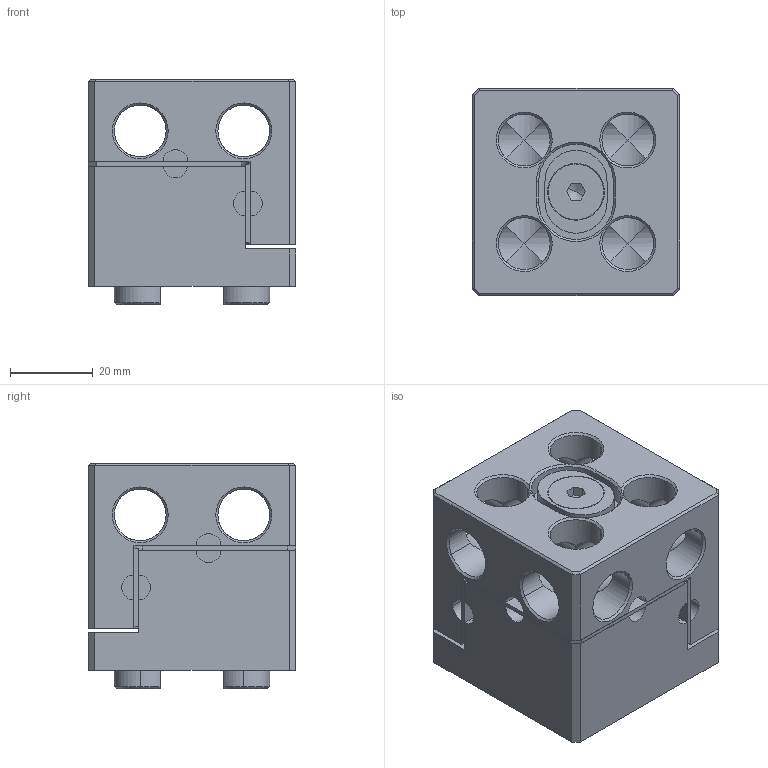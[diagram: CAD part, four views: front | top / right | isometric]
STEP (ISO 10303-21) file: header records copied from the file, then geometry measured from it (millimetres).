
FILE_DESCRIPTION(('CATIA V5 STEP'),'2;1');
FILE_NAME('KT_3D_ABSTIMMBLOCK_50X50X50_PALETTI_SM1102N.stp','2011-03-15T12:15:20+00:00',('none'),('none'),'CATIA Version 5 Release 19 SP 3 (IN-10)','CATIA V5 STEP AP214','none');
FILE_SCHEMA(('AUTOMOTIVE_DESIGN { 1 0 10303 214 1 1 1 1 }'));
Length unit declared in the file: millimetre
Products named in the file (1): KT_3D_ABSTIMMBLOCK_50X50X50_PALETTI_SM1102N
Bounding box: 50 x 50 x 54.5 mm (x, y, z)
Volume: 95393.4 mm3; surface area: 41271.9 mm2
Topology: 11 solids, 11 shells, 359 faces, 923 edges, 572 vertices
Faces by surface type: plane 141, cylinder 126, cone 82, torus 10
Entity records: 10979 total; most frequent: CARTESIAN_POINT 2998, ORIENTED_EDGE 1798, DIRECTION 1260, EDGE_CURVE 899, VERTEX_POINT 572, AXIS2_PLACEMENT_3D 543, VECTOR 459, LINE 459
